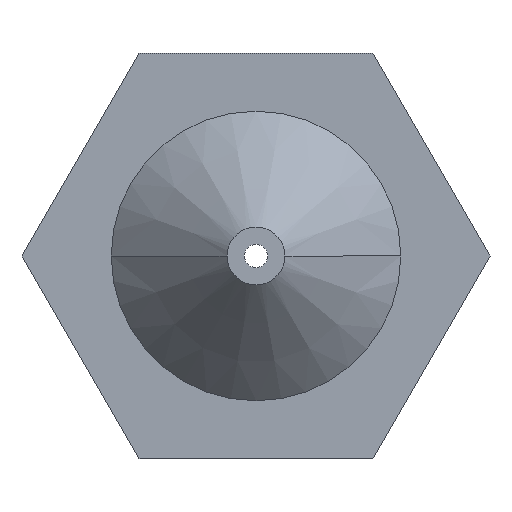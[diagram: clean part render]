
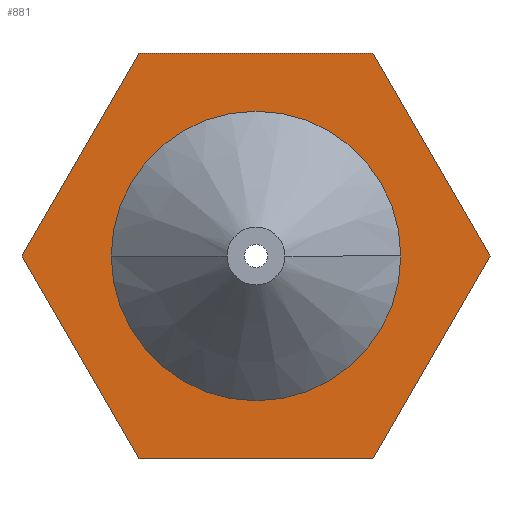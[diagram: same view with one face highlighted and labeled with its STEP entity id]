
A CAD part, front view. The second image highlights one B-rep face of the part: STEP entity #881.
In plain terms, the highlighted planar face has unit normal (0, -1, 0).
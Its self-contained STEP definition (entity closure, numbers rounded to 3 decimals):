
#10 = DIRECTION ( 'NONE',  ( 1., 0., 0. ) ) ;
#21 = CARTESIAN_POINT ( 'NONE',  ( -2.5, 0., 0. ) ) ;
#23 = DIRECTION ( 'NONE',  ( -1., 0., 0. ) ) ;
#37 = CARTESIAN_POINT ( 'NONE',  ( 4.041, 0., 0. ) ) ;
#42 = VECTOR ( 'NONE', #442, 1000. ) ;
#72 = EDGE_CURVE ( 'NONE', #385, #449, #734, .T. ) ;
#80 = DIRECTION ( 'NONE',  ( 0., 0., -1. ) ) ;
#90 = CARTESIAN_POINT ( 'NONE',  ( -2.021, 0., 3.5 ) ) ;
#117 = EDGE_CURVE ( 'NONE', #754, #741, #714, .T. ) ;
#121 = VECTOR ( 'NONE', #786, 1000. ) ;
#127 = DIRECTION ( 'NONE',  ( 0., 0., -1. ) ) ;
#132 = ORIENTED_EDGE ( 'NONE', *, *, #72, .F. ) ;
#150 = DIRECTION ( 'NONE',  ( 0., -1., 0. ) ) ;
#159 = DIRECTION ( 'NONE',  ( 0., 0., -1. ) ) ;
#178 = DIRECTION ( 'NONE',  ( 0.5, 0., -0.866 ) ) ;
#180 = VERTEX_POINT ( 'NONE', #792 ) ;
#185 = EDGE_LOOP ( 'NONE', ( #132, #535 ) ) ;
#199 = AXIS2_PLACEMENT_3D ( 'NONE', #420, #150, #80 ) ;
#204 = ORIENTED_EDGE ( 'NONE', *, *, #616, .T. ) ;
#221 = VECTOR ( 'NONE', #23, 1000. ) ;
#225 = CARTESIAN_POINT ( 'NONE',  ( 4.041, 0., 0. ) ) ;
#279 = ORIENTED_EDGE ( 'NONE', *, *, #541, .T. ) ;
#284 = CARTESIAN_POINT ( 'NONE',  ( 2.021, 0., 3.5 ) ) ;
#287 = CARTESIAN_POINT ( 'NONE',  ( -2.021, 0., 3.5 ) ) ;
#299 = LINE ( 'NONE', #37, #121 ) ;
#312 = ORIENTED_EDGE ( 'NONE', *, *, #778, .T. ) ;
#343 = VERTEX_POINT ( 'NONE', #559 ) ;
#347 = LINE ( 'NONE', #621, #589 ) ;
#364 = VERTEX_POINT ( 'NONE', #225 ) ;
#385 = VERTEX_POINT ( 'NONE', #21 ) ;
#406 = AXIS2_PLACEMENT_3D ( 'NONE', #788, #579, #159 ) ;
#411 = LINE ( 'NONE', #284, #221 ) ;
#420 = CARTESIAN_POINT ( 'NONE',  ( 0., 0., 0. ) ) ;
#442 = DIRECTION ( 'NONE',  ( 0.5, 0., 0.866 ) ) ;
#447 = ORIENTED_EDGE ( 'NONE', *, *, #800, .T. ) ;
#449 = VERTEX_POINT ( 'NONE', #683 ) ;
#450 = PLANE ( 'NONE',  #577 ) ;
#486 = CIRCLE ( 'NONE', #199, 2.5 ) ;
#513 = FACE_BOUND ( 'NONE', #185, .T. ) ;
#519 = LINE ( 'NONE', #857, #42 ) ;
#535 = ORIENTED_EDGE ( 'NONE', *, *, #718, .F. ) ;
#541 = EDGE_CURVE ( 'NONE', #741, #343, #347, .T. ) ;
#556 = DIRECTION ( 'NONE',  ( -0.5, 0., -0.866 ) ) ;
#559 = CARTESIAN_POINT ( 'NONE',  ( 2.021, 0., -3.5 ) ) ;
#560 = CARTESIAN_POINT ( 'NONE',  ( -4.041, 0., 0. ) ) ;
#577 = AXIS2_PLACEMENT_3D ( 'NONE', #790, #860, #127 ) ;
#579 = DIRECTION ( 'NONE',  ( 0., -1., 0. ) ) ;
#580 = ORIENTED_EDGE ( 'NONE', *, *, #117, .T. ) ;
#583 = FACE_OUTER_BOUND ( 'NONE', #780, .T. ) ;
#589 = VECTOR ( 'NONE', #10, 1000. ) ;
#601 = VERTEX_POINT ( 'NONE', #90 ) ;
#616 = EDGE_CURVE ( 'NONE', #364, #180, #299, .T. ) ;
#621 = CARTESIAN_POINT ( 'NONE',  ( -2.021, 0., -3.5 ) ) ;
#650 = ORIENTED_EDGE ( 'NONE', *, *, #866, .T. ) ;
#683 = CARTESIAN_POINT ( 'NONE',  ( 2.5, 0., 0. ) ) ;
#697 = CARTESIAN_POINT ( 'NONE',  ( -2.021, 0., -3.5 ) ) ;
#714 = LINE ( 'NONE', #560, #767 ) ;
#718 = EDGE_CURVE ( 'NONE', #449, #385, #486, .T. ) ;
#734 = CIRCLE ( 'NONE', #406, 2.5 ) ;
#741 = VERTEX_POINT ( 'NONE', #697 ) ;
#754 = VERTEX_POINT ( 'NONE', #763 ) ;
#763 = CARTESIAN_POINT ( 'NONE',  ( -4.041, 0., 0. ) ) ;
#767 = VECTOR ( 'NONE', #178, 1000. ) ;
#778 = EDGE_CURVE ( 'NONE', #180, #601, #411, .T. ) ;
#780 = EDGE_LOOP ( 'NONE', ( #312, #447, #580, #279, #650, #204 ) ) ;
#786 = DIRECTION ( 'NONE',  ( -0.5, 0., 0.866 ) ) ;
#788 = CARTESIAN_POINT ( 'NONE',  ( 0., 0., 0. ) ) ;
#790 = CARTESIAN_POINT ( 'NONE',  ( 0., 0., 0. ) ) ;
#792 = CARTESIAN_POINT ( 'NONE',  ( 2.021, 0., 3.5 ) ) ;
#800 = EDGE_CURVE ( 'NONE', #601, #754, #843, .T. ) ;
#810 = VECTOR ( 'NONE', #556, 1000. ) ;
#843 = LINE ( 'NONE', #287, #810 ) ;
#857 = CARTESIAN_POINT ( 'NONE',  ( 2.021, 0., -3.5 ) ) ;
#860 = DIRECTION ( 'NONE',  ( 0., -1., 0. ) ) ;
#866 = EDGE_CURVE ( 'NONE', #343, #364, #519, .T. ) ;
#881 = ADVANCED_FACE ( 'NONE', ( #513, #583 ), #450, .T. ) ;
